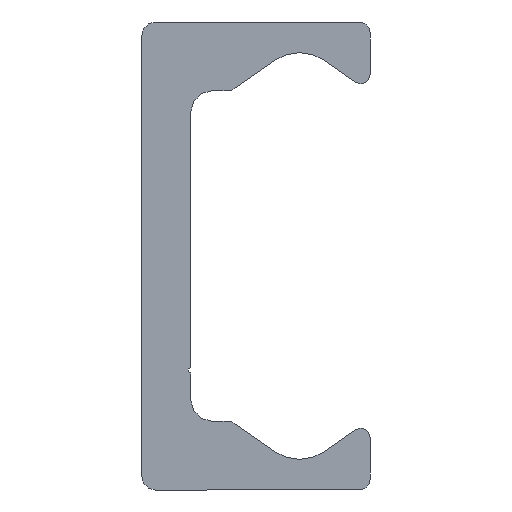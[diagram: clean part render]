
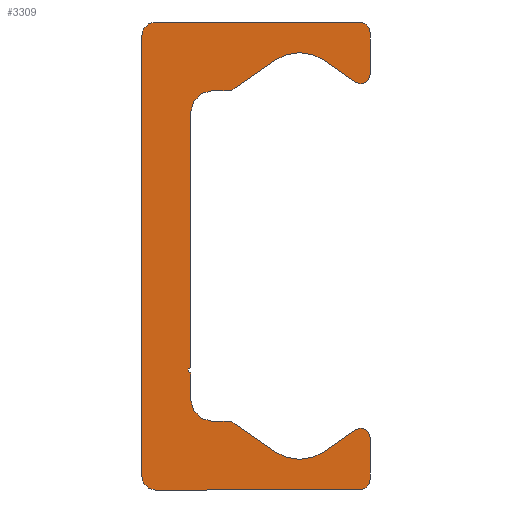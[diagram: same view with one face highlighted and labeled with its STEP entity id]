
A CAD part, left-side view. The second image highlights one B-rep face of the part: STEP entity #3309.
In plain terms, the highlighted planar face has unit normal (-1, 0, 0).
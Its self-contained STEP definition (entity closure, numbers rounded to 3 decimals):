
#2196=CARTESIAN_POINT('',(0.0,9.25,-21.5));
#2197=VERTEX_POINT('',#2196);
#2204=CARTESIAN_POINT('',(0.0,10.5,-20.25));
#2205=VERTEX_POINT('',#2204);
#2206=CARTESIAN_POINT('',(0.0,9.25,-20.25));
#2207=DIRECTION('',(1.0,0.0,0.0));
#2208=DIRECTION('',(0.0,0.0,-1.0));
#2209=AXIS2_PLACEMENT_3D('',#2206,#2207,#2208);
#2210=CIRCLE('',#2209,1.25);
#2211=EDGE_CURVE('',#2197,#2205,#2210,.T.);
#2235=CARTESIAN_POINT('',(0.0,-9.5,-21.5));
#2236=VERTEX_POINT('',#2235);
#2243=CARTESIAN_POINT('',(0.0,-9.5,-21.5));
#2244=DIRECTION('',(0.0,1.0,0.0));
#2245=VECTOR('',#2244,18.75);
#2246=LINE('',#2243,#2245);
#2247=EDGE_CURVE('',#2236,#2197,#2246,.T.);
#2267=CARTESIAN_POINT('',(0.0,-10.5,-20.5));
#2268=VERTEX_POINT('',#2267);
#2275=CARTESIAN_POINT('',(0.0,-9.5,-20.5));
#2276=DIRECTION('',(1.0,0.0,0.0));
#2277=DIRECTION('',(0.0,-1.0,0.0));
#2278=AXIS2_PLACEMENT_3D('',#2275,#2276,#2277);
#2279=CIRCLE('',#2278,1.0);
#2280=EDGE_CURVE('',#2268,#2236,#2279,.T.);
#2299=CARTESIAN_POINT('',(0.0,-10.5,-16.65));
#2300=VERTEX_POINT('',#2299);
#2307=CARTESIAN_POINT('',(0.0,-10.5,-16.65));
#2308=DIRECTION('',(0.0,0.0,-1.0));
#2309=VECTOR('',#2308,3.85);
#2310=LINE('',#2307,#2309);
#2311=EDGE_CURVE('',#2300,#2268,#2310,.T.);
#2331=CARTESIAN_POINT('',(0.0,-9.162,-15.954));
#2332=VERTEX_POINT('',#2331);
#2339=CARTESIAN_POINT('',(0.0,-9.65,-16.65));
#2340=DIRECTION('',(1.0,0.0,0.0));
#2341=DIRECTION('',(0.0,0.574,0.819));
#2342=AXIS2_PLACEMENT_3D('',#2339,#2340,#2341);
#2343=CIRCLE('',#2342,0.85);
#2344=EDGE_CURVE('',#2332,#2300,#2343,.T.);
#2363=CARTESIAN_POINT('',(0.0,-6.294,-17.962));
#2364=VERTEX_POINT('',#2363);
#2371=CARTESIAN_POINT('',(0.0,-6.294,-17.962));
#2372=DIRECTION('',(0.0,-0.819,0.574));
#2373=VECTOR('',#2372,3.501);
#2374=LINE('',#2371,#2373);
#2375=EDGE_CURVE('',#2364,#2332,#2374,.T.);
#2395=CARTESIAN_POINT('',(0.0,-1.706,-17.962));
#2396=VERTEX_POINT('',#2395);
#2403=CARTESIAN_POINT('',(0.0,-4.,-14.685));
#2404=DIRECTION('',(-1.0,0.0,0.0));
#2405=DIRECTION('',(0.0,0.574,0.819));
#2406=AXIS2_PLACEMENT_3D('',#2403,#2404,#2405);
#2407=CIRCLE('',#2406,4.0);
#2408=EDGE_CURVE('',#2396,#2364,#2407,.T.);
#2427=CARTESIAN_POINT('',(0.0,1.981,-15.381));
#2428=VERTEX_POINT('',#2427);
#2435=CARTESIAN_POINT('',(0.0,1.981,-15.381));
#2436=DIRECTION('',(0.0,-0.819,-0.574));
#2437=VECTOR('',#2436,4.5);
#2438=LINE('',#2435,#2437);
#2439=EDGE_CURVE('',#2428,#2396,#2438,.T.);
#2459=CARTESIAN_POINT('',(0.0,2.554,-15.2));
#2460=VERTEX_POINT('',#2459);
#2467=CARTESIAN_POINT('',(0.0,2.554,-16.2));
#2468=DIRECTION('',(1.0,0.0,0.0));
#2469=DIRECTION('',(0.0,0.0,1.0));
#2470=AXIS2_PLACEMENT_3D('',#2467,#2468,#2469);
#2471=CIRCLE('',#2470,1.);
#2472=EDGE_CURVE('',#2460,#2428,#2471,.T.);
#2491=CARTESIAN_POINT('',(0.0,4.0,-15.2));
#2492=VERTEX_POINT('',#2491);
#2499=CARTESIAN_POINT('',(0.0,4.0,-15.2));
#2500=DIRECTION('',(0.0,-1.0,0.0));
#2501=VECTOR('',#2500,1.446);
#2502=LINE('',#2499,#2501);
#2503=EDGE_CURVE('',#2492,#2460,#2502,.T.);
#2523=CARTESIAN_POINT('',(0.0,6.,-13.2));
#2524=VERTEX_POINT('',#2523);
#2531=CARTESIAN_POINT('',(0.0,4.,-13.2));
#2532=DIRECTION('',(-1.0,0.0,0.0));
#2533=DIRECTION('',(0.0,0.0,1.0));
#2534=AXIS2_PLACEMENT_3D('',#2531,#2532,#2533);
#2535=CIRCLE('',#2534,2.0);
#2536=EDGE_CURVE('',#2524,#2492,#2535,.T.);
#2555=CARTESIAN_POINT('',(0.0,6.,-10.75));
#2556=VERTEX_POINT('',#2555);
#2563=CARTESIAN_POINT('',(0.0,6.,-10.75));
#2564=DIRECTION('',(0.0,0.0,-1.0));
#2565=VECTOR('',#2564,2.45);
#2566=LINE('',#2563,#2565);
#2567=EDGE_CURVE('',#2556,#2524,#2566,.T.);
#2587=CARTESIAN_POINT('',(0.0,6.,-10.25));
#2588=VERTEX_POINT('',#2587);
#2595=CARTESIAN_POINT('',(0.0,6.,-10.5));
#2596=DIRECTION('',(-1.0,0.0,0.0));
#2597=DIRECTION('',(0.0,0.0,1.0));
#2598=AXIS2_PLACEMENT_3D('',#2595,#2596,#2597);
#2599=CIRCLE('',#2598,0.25);
#2600=EDGE_CURVE('',#2588,#2556,#2599,.T.);
#2619=CARTESIAN_POINT('',(0.0,6.,13.2));
#2620=VERTEX_POINT('',#2619);
#2627=CARTESIAN_POINT('',(0.0,6.,13.2));
#2628=DIRECTION('',(0.0,0.0,-1.0));
#2629=VECTOR('',#2628,23.45);
#2630=LINE('',#2627,#2629);
#2631=EDGE_CURVE('',#2620,#2588,#2630,.T.);
#2783=CARTESIAN_POINT('',(0.0,4.0,15.2));
#2784=VERTEX_POINT('',#2783);
#2791=CARTESIAN_POINT('',(0.0,4.,13.2));
#2792=DIRECTION('',(-1.0,0.0,0.0));
#2793=DIRECTION('',(0.0,-1.0,0.0));
#2794=AXIS2_PLACEMENT_3D('',#2791,#2792,#2793);
#2795=CIRCLE('',#2794,2.0);
#2796=EDGE_CURVE('',#2784,#2620,#2795,.T.);
#2815=CARTESIAN_POINT('',(0.0,2.554,15.2));
#2816=VERTEX_POINT('',#2815);
#2823=CARTESIAN_POINT('',(0.0,2.554,15.2));
#2824=DIRECTION('',(0.0,1.0,0.0));
#2825=VECTOR('',#2824,1.446);
#2826=LINE('',#2823,#2825);
#2827=EDGE_CURVE('',#2816,#2784,#2826,.T.);
#2847=CARTESIAN_POINT('',(0.0,1.981,15.381));
#2848=VERTEX_POINT('',#2847);
#2855=CARTESIAN_POINT('',(0.0,2.554,16.2));
#2856=DIRECTION('',(1.0,0.0,0.0));
#2857=DIRECTION('',(0.0,-0.574,-0.819));
#2858=AXIS2_PLACEMENT_3D('',#2855,#2856,#2857);
#2859=CIRCLE('',#2858,1.);
#2860=EDGE_CURVE('',#2848,#2816,#2859,.T.);
#2879=CARTESIAN_POINT('',(0.0,-1.706,17.962));
#2880=VERTEX_POINT('',#2879);
#2887=CARTESIAN_POINT('',(0.0,-1.706,17.962));
#2888=DIRECTION('',(0.0,0.819,-0.574));
#2889=VECTOR('',#2888,4.5);
#2890=LINE('',#2887,#2889);
#2891=EDGE_CURVE('',#2880,#2848,#2890,.T.);
#2911=CARTESIAN_POINT('',(0.0,-6.294,17.962));
#2912=VERTEX_POINT('',#2911);
#2919=CARTESIAN_POINT('',(0.0,-4.,14.685));
#2920=DIRECTION('',(-1.0,0.0,0.0));
#2921=DIRECTION('',(0.0,-0.574,-0.819));
#2922=AXIS2_PLACEMENT_3D('',#2919,#2920,#2921);
#2923=CIRCLE('',#2922,4.0);
#2924=EDGE_CURVE('',#2912,#2880,#2923,.T.);
#2943=CARTESIAN_POINT('',(0.0,-9.162,15.954));
#2944=VERTEX_POINT('',#2943);
#2951=CARTESIAN_POINT('',(0.0,-9.162,15.954));
#2952=DIRECTION('',(0.0,0.819,0.574));
#2953=VECTOR('',#2952,3.501);
#2954=LINE('',#2951,#2953);
#2955=EDGE_CURVE('',#2944,#2912,#2954,.T.);
#2975=CARTESIAN_POINT('',(0.0,-10.5,16.65));
#2976=VERTEX_POINT('',#2975);
#2983=CARTESIAN_POINT('',(0.0,-9.65,16.65));
#2984=DIRECTION('',(1.0,0.0,0.0));
#2985=DIRECTION('',(0.0,-1.0,0.0));
#2986=AXIS2_PLACEMENT_3D('',#2983,#2984,#2985);
#2987=CIRCLE('',#2986,0.85);
#2988=EDGE_CURVE('',#2976,#2944,#2987,.T.);
#3007=CARTESIAN_POINT('',(0.0,-10.5,20.5));
#3008=VERTEX_POINT('',#3007);
#3015=CARTESIAN_POINT('',(0.0,-10.5,20.5));
#3016=DIRECTION('',(0.0,0.0,-1.0));
#3017=VECTOR('',#3016,3.85);
#3018=LINE('',#3015,#3017);
#3019=EDGE_CURVE('',#3008,#2976,#3018,.T.);
#3039=CARTESIAN_POINT('',(0.0,-9.5,21.5));
#3040=VERTEX_POINT('',#3039);
#3047=CARTESIAN_POINT('',(0.0,-9.5,20.5));
#3048=DIRECTION('',(1.0,0.0,0.0));
#3049=DIRECTION('',(0.0,0.0,1.0));
#3050=AXIS2_PLACEMENT_3D('',#3047,#3048,#3049);
#3051=CIRCLE('',#3050,1.0);
#3052=EDGE_CURVE('',#3040,#3008,#3051,.T.);
#3071=CARTESIAN_POINT('',(0.0,9.25,21.5));
#3072=VERTEX_POINT('',#3071);
#3079=CARTESIAN_POINT('',(0.0,9.25,21.5));
#3080=DIRECTION('',(0.0,-1.0,0.0));
#3081=VECTOR('',#3080,18.75);
#3082=LINE('',#3079,#3081);
#3083=EDGE_CURVE('',#3072,#3040,#3082,.T.);
#3103=CARTESIAN_POINT('',(0.0,10.5,20.25));
#3104=VERTEX_POINT('',#3103);
#3111=CARTESIAN_POINT('',(0.0,9.25,20.25));
#3112=DIRECTION('',(1.0,0.0,0.0));
#3113=DIRECTION('',(0.0,1.0,0.0));
#3114=AXIS2_PLACEMENT_3D('',#3111,#3112,#3113);
#3115=CIRCLE('',#3114,1.25);
#3116=EDGE_CURVE('',#3104,#3072,#3115,.T.);
#3134=CARTESIAN_POINT('',(0.0,10.5,-20.25));
#3135=DIRECTION('',(0.0,0.0,1.0));
#3136=VECTOR('',#3135,40.5);
#3137=LINE('',#3134,#3136);
#3138=EDGE_CURVE('',#2205,#3104,#3137,.T.);
#3276=CARTESIAN_POINT('',(0.0,2.66,-0.019));
#3277=DIRECTION('',(1.0,0.0,0.0));
#3278=DIRECTION('',(0.0,0.0,-1.0));
#3279=AXIS2_PLACEMENT_3D('',#3276,#3277,#3278);
#3280=PLANE('',#3279);
#3281=ORIENTED_EDGE('',*,*,#3138,.F.);
#3282=ORIENTED_EDGE('',*,*,#2211,.F.);
#3283=ORIENTED_EDGE('',*,*,#2247,.F.);
#3284=ORIENTED_EDGE('',*,*,#2280,.F.);
#3285=ORIENTED_EDGE('',*,*,#2311,.F.);
#3286=ORIENTED_EDGE('',*,*,#2344,.F.);
#3287=ORIENTED_EDGE('',*,*,#2375,.F.);
#3288=ORIENTED_EDGE('',*,*,#2408,.F.);
#3289=ORIENTED_EDGE('',*,*,#2439,.F.);
#3290=ORIENTED_EDGE('',*,*,#2472,.F.);
#3291=ORIENTED_EDGE('',*,*,#2503,.F.);
#3292=ORIENTED_EDGE('',*,*,#2536,.F.);
#3293=ORIENTED_EDGE('',*,*,#2567,.F.);
#3294=ORIENTED_EDGE('',*,*,#2600,.F.);
#3295=ORIENTED_EDGE('',*,*,#2631,.F.);
#3296=ORIENTED_EDGE('',*,*,#2796,.F.);
#3297=ORIENTED_EDGE('',*,*,#2827,.F.);
#3298=ORIENTED_EDGE('',*,*,#2860,.F.);
#3299=ORIENTED_EDGE('',*,*,#2891,.F.);
#3300=ORIENTED_EDGE('',*,*,#2924,.F.);
#3301=ORIENTED_EDGE('',*,*,#2955,.F.);
#3302=ORIENTED_EDGE('',*,*,#2988,.F.);
#3303=ORIENTED_EDGE('',*,*,#3019,.F.);
#3304=ORIENTED_EDGE('',*,*,#3052,.F.);
#3305=ORIENTED_EDGE('',*,*,#3083,.F.);
#3306=ORIENTED_EDGE('',*,*,#3116,.F.);
#3307=EDGE_LOOP('',(#3281,#3282,#3283,#3284,#3285,#3286,#3287,#3288,#3289,#3290,#3291,#3292,#3293,#3294,#3295,#3296,#3297,#3298,#3299,#3300,#3301,#3302,#3303,#3304,#3305,#3306));
#3308=FACE_OUTER_BOUND('',#3307,.T.);
#3309=ADVANCED_FACE('',(#3308),#3280,.F.);
